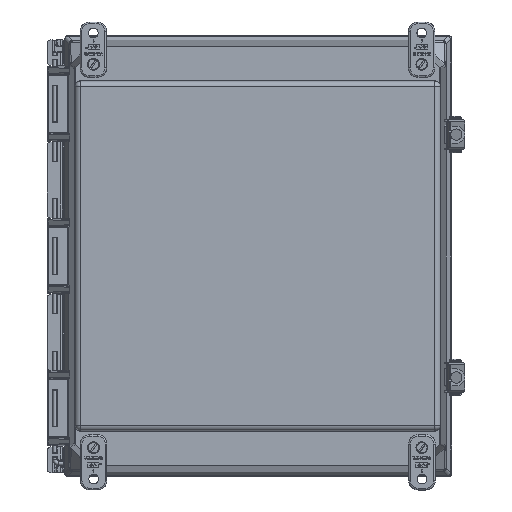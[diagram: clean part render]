
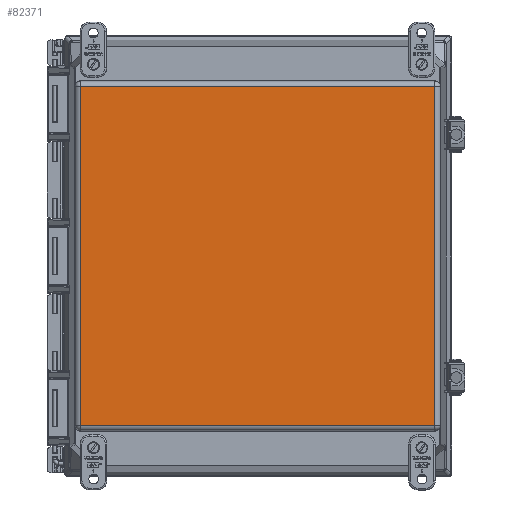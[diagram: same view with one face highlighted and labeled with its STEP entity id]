
A CAD part, front view. The second image highlights one B-rep face of the part: STEP entity #82371.
In plain terms, the highlighted planar face has unit normal (0, -1, 0).
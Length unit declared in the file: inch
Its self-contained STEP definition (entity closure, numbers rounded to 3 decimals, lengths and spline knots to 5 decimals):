
#4164 = LINE ( 'NONE', #91144, #78930 ) ;
#8770 = ORIENTED_EDGE ( 'NONE', *, *, #112594, .T. ) ;
#9134 = DIRECTION ( 'NONE',  ( 0., 0., -1. ) ) ;
#11352 = VERTEX_POINT ( 'NONE', #92502 ) ;
#19682 = EDGE_CURVE ( 'NONE', #43964, #89632, #49440, .T. ) ;
#22444 = AXIS2_PLACEMENT_3D ( 'NONE', #125197, #67590, #9134 ) ;
#23153 = CARTESIAN_POINT ( 'NONE',  ( 5.83497, -6.125, 5.56942 ) ) ;
#25816 = EDGE_CURVE ( 'NONE', #118942, #43964, #51554, .T. ) ;
#30725 = VECTOR ( 'NONE', #51009, 39.37008 ) ;
#32811 = DIRECTION ( 'NONE',  ( 0., 0., -1. ) ) ;
#33818 = LINE ( 'NONE', #41224, #30725 ) ;
#37303 = PLANE ( 'NONE',  #22444 ) ;
#40333 = FACE_OUTER_BOUND ( 'NONE', #55804, .T. ) ;
#41224 = CARTESIAN_POINT ( 'NONE',  ( 6.01555, -6.125, -5.56942 ) ) ;
#43964 = VERTEX_POINT ( 'NONE', #23153 ) ;
#49440 = LINE ( 'NONE', #118046, #78398 ) ;
#51009 = DIRECTION ( 'NONE',  ( 1., 0., 0. ) ) ;
#51554 = LINE ( 'NONE', #96001, #74444 ) ;
#55804 = EDGE_LOOP ( 'NONE', ( #108311, #8770, #57628, #101623 ) ) ;
#57229 = DIRECTION ( 'NONE',  ( 0., 0., 1. ) ) ;
#57628 = ORIENTED_EDGE ( 'NONE', *, *, #100006, .T. ) ;
#67590 = DIRECTION ( 'NONE',  ( 0., -1., 0. ) ) ;
#74444 = VECTOR ( 'NONE', #57229, 39.37008 ) ;
#78398 = VECTOR ( 'NONE', #124514, 39.37008 ) ;
#78930 = VECTOR ( 'NONE', #32811, 39.37008 ) ;
#82371 = ADVANCED_FACE ( 'NONE', ( #40333 ), #37303, .T. ) ;
#89632 = VERTEX_POINT ( 'NONE', #111012 ) ;
#91144 = CARTESIAN_POINT ( 'NONE',  ( -5.83497, -6.125, -5.75 ) ) ;
#92502 = CARTESIAN_POINT ( 'NONE',  ( -5.83497, -6.125, -5.56942 ) ) ;
#96001 = CARTESIAN_POINT ( 'NONE',  ( 5.83497, -6.125, 5.75 ) ) ;
#100006 = EDGE_CURVE ( 'NONE', #11352, #118942, #33818, .T. ) ;
#101623 = ORIENTED_EDGE ( 'NONE', *, *, #25816, .T. ) ;
#108311 = ORIENTED_EDGE ( 'NONE', *, *, #19682, .T. ) ;
#111012 = CARTESIAN_POINT ( 'NONE',  ( -5.83497, -6.125, 5.56942 ) ) ;
#112594 = EDGE_CURVE ( 'NONE', #89632, #11352, #4164, .T. ) ;
#118046 = CARTESIAN_POINT ( 'NONE',  ( -6.01555, -6.125, 5.56942 ) ) ;
#118942 = VERTEX_POINT ( 'NONE', #121671 ) ;
#121671 = CARTESIAN_POINT ( 'NONE',  ( 5.83497, -6.125, -5.56942 ) ) ;
#124514 = DIRECTION ( 'NONE',  ( -1., 0., 0. ) ) ;
#125197 = CARTESIAN_POINT ( 'NONE',  ( -6.36, -6.125, -7.25 ) ) ;
